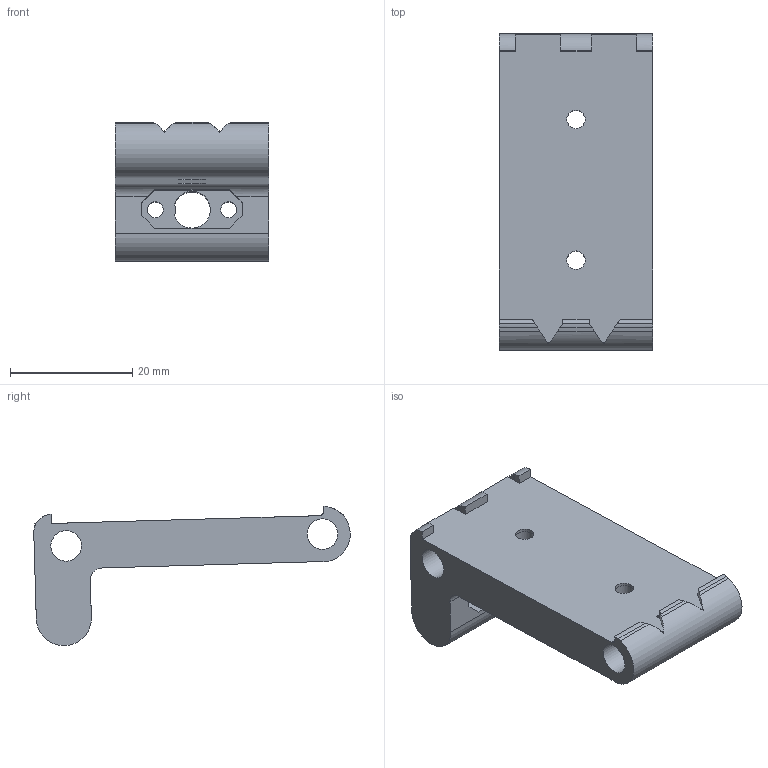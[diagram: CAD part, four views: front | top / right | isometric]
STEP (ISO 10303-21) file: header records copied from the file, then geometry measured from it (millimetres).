
FILE_DESCRIPTION(/* description */ (''),/* implementation_level */ '2;1');
FILE_NAME(/* name */ 'Spoiler v13.stp',/* time_stamp */ '2022-04-26T12:38:13-06:00',/* author */ ('Steven'),/* organization */ (''),/* preprocessor_version */ 'ST-DEVELOPER v18',/* originating_system */ 'Autodesk Inventor 2020',/* authorisation */ '');
FILE_SCHEMA (('AUTOMOTIVE_DESIGN { 1 0 10303 214 3 1 1 }'));
Length unit declared in the file: millimetre
Products named in the file (1): Spoiler v13
Bounding box: 25 x 51.68 x 22.73 mm (x, y, z)
Volume: 10373 mm3; surface area: 5579.6 mm2
Topology: 1 solids, 1 shells, 85 faces, 235 edges, 152 vertices
Faces by surface type: plane 60, cylinder 23, cone 2
Full cylindrical faces by diameter (mm): 2.6 x2, 3 x4, 4.4 x2, 5 x2
Entity records: 2801 total; most frequent: DIRECTION 485, CARTESIAN_POINT 483, ORIENTED_EDGE 470, EDGE_CURVE 235, AXIS2_PLACEMENT_3D 166, LINE 153, VECTOR 153, VERTEX_POINT 152
